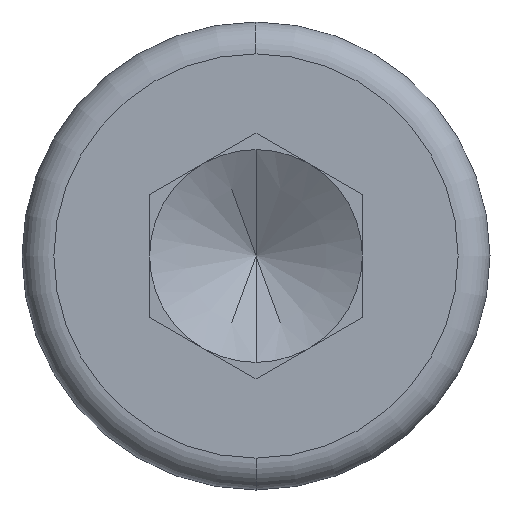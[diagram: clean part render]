
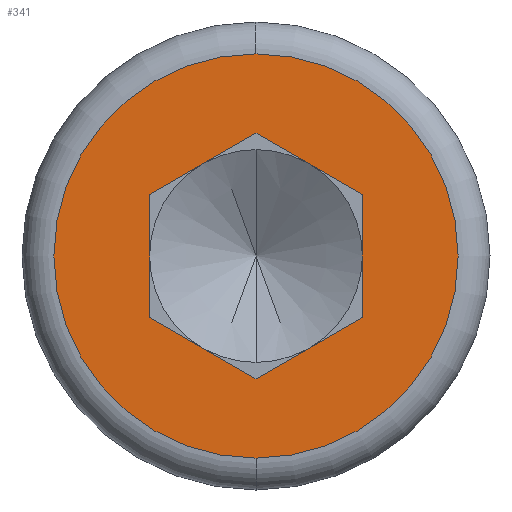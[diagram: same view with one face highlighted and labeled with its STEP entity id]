
A CAD part, left-side view. The second image highlights one B-rep face of the part: STEP entity #341.
In plain terms, the highlighted planar face has unit normal (-1, 0, 0).
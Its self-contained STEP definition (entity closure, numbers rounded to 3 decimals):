
#10 = EDGE_CURVE ( 'NONE', #599, #57, #650, .T. ) ;
#16 = LINE ( 'NONE', #242, #388 ) ;
#19 = VECTOR ( 'NONE', #323, 1000. ) ;
#24 = EDGE_CURVE ( 'NONE', #57, #273, #16, .T. ) ;
#28 = ORIENTED_EDGE ( 'NONE', *, *, #24, .T. ) ;
#37 = CARTESIAN_POINT ( 'NONE',  ( 0., 0., -2.375 ) ) ;
#41 = DIRECTION ( 'NONE',  ( 0., 0., 1. ) ) ;
#50 = AXIS2_PLACEMENT_3D ( 'NONE', #285, #458, #67 ) ;
#51 = DIRECTION ( 'NONE',  ( 1., 0., 0. ) ) ;
#57 = VERTEX_POINT ( 'NONE', #654 ) ;
#67 = DIRECTION ( 'NONE',  ( 0., 0., -1. ) ) ;
#68 = LINE ( 'NONE', #585, #672 ) ;
#70 = EDGE_CURVE ( 'NONE', #703, #599, #68, .T. ) ;
#76 = CARTESIAN_POINT ( 'NONE',  ( 0., 0., 0. ) ) ;
#93 = ORIENTED_EDGE ( 'NONE', *, *, #10, .T. ) ;
#94 = LINE ( 'NONE', #313, #426 ) ;
#101 = VECTOR ( 'NONE', #297, 1000. ) ;
#113 = FACE_OUTER_BOUND ( 'NONE', #278, .T. ) ;
#163 = CARTESIAN_POINT ( 'NONE',  ( 0., 1.25, 0.722 ) ) ;
#196 = VERTEX_POINT ( 'NONE', #37 ) ;
#201 = VERTEX_POINT ( 'NONE', #738 ) ;
#222 = ORIENTED_EDGE ( 'NONE', *, *, #374, .T. ) ;
#226 = ORIENTED_EDGE ( 'NONE', *, *, #70, .T. ) ;
#242 = CARTESIAN_POINT ( 'NONE',  ( 0., 0., -1.443 ) ) ;
#244 = ORIENTED_EDGE ( 'NONE', *, *, #639, .T. ) ;
#263 = CIRCLE ( 'NONE', #704, 2.375 ) ;
#266 = VERTEX_POINT ( 'NONE', #700 ) ;
#273 = VERTEX_POINT ( 'NONE', #517 ) ;
#278 = EDGE_LOOP ( 'NONE', ( #723, #577 ) ) ;
#285 = CARTESIAN_POINT ( 'NONE',  ( 0., 0., 0. ) ) ;
#292 = DIRECTION ( 'NONE',  ( 0., 0., -1. ) ) ;
#297 = DIRECTION ( 'NONE',  ( 0., 0.866, -0.5 ) ) ;
#303 = AXIS2_PLACEMENT_3D ( 'NONE', #573, #51, #750 ) ;
#313 = CARTESIAN_POINT ( 'NONE',  ( 0., 1.25, -0.722 ) ) ;
#323 = DIRECTION ( 'NONE',  ( 0., -0.866, 0.5 ) ) ;
#332 = VECTOR ( 'NONE', #473, 1000. ) ;
#341 = ADVANCED_FACE ( 'NONE', ( #693, #113 ), #508, .F. ) ;
#349 = DIRECTION ( 'NONE',  ( -1., 0., 0. ) ) ;
#362 = CIRCLE ( 'NONE', #50, 2.375 ) ;
#374 = EDGE_CURVE ( 'NONE', #201, #703, #479, .T. ) ;
#388 = VECTOR ( 'NONE', #533, 1000. ) ;
#426 = VECTOR ( 'NONE', #41, 1000. ) ;
#450 = EDGE_LOOP ( 'NONE', ( #93, #28, #244, #468, #222, #226 ) ) ;
#458 = DIRECTION ( 'NONE',  ( -1., 0., 0. ) ) ;
#468 = ORIENTED_EDGE ( 'NONE', *, *, #601, .T. ) ;
#473 = DIRECTION ( 'NONE',  ( 0., -0.866, -0.5 ) ) ;
#476 = CARTESIAN_POINT ( 'NONE',  ( 0., 0., 1.443 ) ) ;
#479 = LINE ( 'NONE', #476, #332 ) ;
#497 = EDGE_CURVE ( 'NONE', #620, #196, #263, .T. ) ;
#508 = PLANE ( 'NONE',  #303 ) ;
#517 = CARTESIAN_POINT ( 'NONE',  ( 0., 1.25, -0.722 ) ) ;
#533 = DIRECTION ( 'NONE',  ( 0., 0.866, 0.5 ) ) ;
#573 = CARTESIAN_POINT ( 'NONE',  ( 0., 0., 0. ) ) ;
#575 = CARTESIAN_POINT ( 'NONE',  ( 0., -1.25, 0.722 ) ) ;
#577 = ORIENTED_EDGE ( 'NONE', *, *, #497, .T. ) ;
#585 = CARTESIAN_POINT ( 'NONE',  ( 0., -1.25, 0.722 ) ) ;
#586 = DIRECTION ( 'NONE',  ( 0., 0., -1. ) ) ;
#599 = VERTEX_POINT ( 'NONE', #605 ) ;
#601 = EDGE_CURVE ( 'NONE', #266, #201, #684, .T. ) ;
#605 = CARTESIAN_POINT ( 'NONE',  ( 0., -1.25, -0.722 ) ) ;
#620 = VERTEX_POINT ( 'NONE', #747 ) ;
#639 = EDGE_CURVE ( 'NONE', #273, #266, #94, .T. ) ;
#650 = LINE ( 'NONE', #659, #101 ) ;
#654 = CARTESIAN_POINT ( 'NONE',  ( 0., 0., -1.443 ) ) ;
#659 = CARTESIAN_POINT ( 'NONE',  ( 0., -1.25, -0.722 ) ) ;
#672 = VECTOR ( 'NONE', #292, 1000. ) ;
#684 = LINE ( 'NONE', #163, #19 ) ;
#693 = FACE_BOUND ( 'NONE', #450, .T. ) ;
#700 = CARTESIAN_POINT ( 'NONE',  ( 0., 1.25, 0.722 ) ) ;
#703 = VERTEX_POINT ( 'NONE', #575 ) ;
#704 = AXIS2_PLACEMENT_3D ( 'NONE', #76, #349, #586 ) ;
#717 = EDGE_CURVE ( 'NONE', #196, #620, #362, .T. ) ;
#723 = ORIENTED_EDGE ( 'NONE', *, *, #717, .T. ) ;
#738 = CARTESIAN_POINT ( 'NONE',  ( 0., 0., 1.443 ) ) ;
#747 = CARTESIAN_POINT ( 'NONE',  ( 0., 0., 2.375 ) ) ;
#750 = DIRECTION ( 'NONE',  ( 0., 1., 0. ) ) ;
